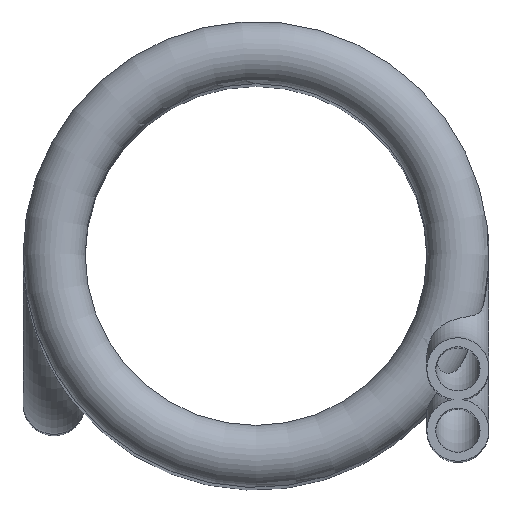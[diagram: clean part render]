
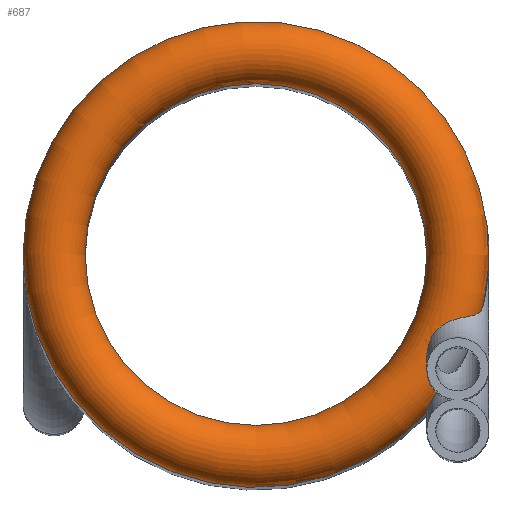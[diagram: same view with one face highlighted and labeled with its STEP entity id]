
A CAD part, top view. The second image highlights one B-rep face of the part: STEP entity #687.
In plain terms, the highlighted toroidal (fillet/blend) face has major radius 26 mm and minor radius 4 mm.
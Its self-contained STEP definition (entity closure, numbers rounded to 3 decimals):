
#49=CIRCLE('',#728,22.);
#50=CIRCLE('',#729,30.);
#82=ORIENTED_EDGE('',*,*,#204,.T.);
#83=ORIENTED_EDGE('',*,*,#205,.F.);
#84=ORIENTED_EDGE('',*,*,#206,.F.);
#85=ORIENTED_EDGE('',*,*,#207,.F.);
#204=EDGE_CURVE('',#265,#265,#49,.T.);
#205=EDGE_CURVE('',#266,#267,#307,.T.);
#206=EDGE_CURVE('',#268,#266,#50,.T.);
#207=EDGE_CURVE('',#267,#268,#308,.T.);
#265=VERTEX_POINT('',#950);
#266=VERTEX_POINT('',#967);
#267=VERTEX_POINT('',#968);
#268=VERTEX_POINT('',#970);
#307=B_SPLINE_CURVE_WITH_KNOTS('',3,(#951,#952,#953,#954,#955,#956,#957,
#958,#959,#960,#961,#962,#963,#964,#965,#966),.UNSPECIFIED.,.F.,.F.,(4,
1,1,1,1,1,1,1,1,1,1,1,1,4),(-0.006,-0.003,-0.001,
0.002,0.003,0.004,0.005,
0.006,0.008,0.009,0.01,
0.011,0.013,0.014),.UNSPECIFIED.);
#308=B_SPLINE_CURVE_WITH_KNOTS('',3,(#971,#972,#973,#974,#975,#976,#977,
#978,#979),.UNSPECIFIED.,.F.,.F.,(4,1,1,1,1,1,4),(0.001,0.003,
0.005,0.006,0.007,0.007,
0.008),.UNSPECIFIED.);
#330=EDGE_LOOP('',(#82));
#331=EDGE_LOOP('',(#83,#84,#85));
#380=FACE_BOUND('',#330,.T.);
#381=FACE_BOUND('',#331,.T.);
#430=TOROIDAL_SURFACE('',#727,26.,4.);
#687=ADVANCED_FACE('',(#380,#381),#430,.T.);
#727=AXIS2_PLACEMENT_3D('',#948,#798,#799);
#728=AXIS2_PLACEMENT_3D('',#949,#800,#801);
#729=AXIS2_PLACEMENT_3D('',#969,#802,#803);
#798=DIRECTION('',(0.,0.,-1.));
#799=DIRECTION('',(-1.,0.,0.));
#800=DIRECTION('',(0.,0.,-1.));
#801=DIRECTION('',(-1.,0.,0.));
#802=DIRECTION('',(0.,0.,-1.));
#803=DIRECTION('',(-1.,0.,0.));
#948=CARTESIAN_POINT('',(0.,30.,-4.));
#949=CARTESIAN_POINT('',(0.,30.,-4.));
#950=CARTESIAN_POINT('',(-22.,30.,-4.));
#951=CARTESIAN_POINT('',(29.306,23.584,-4.));
#952=CARTESIAN_POINT('',(29.178,23.,-3.439));
#953=CARTESIAN_POINT('',(28.699,22.223,-2.02));
#954=CARTESIAN_POINT('',(26.845,21.962,-0.286));
#955=CARTESIAN_POINT('',(24.823,21.464,0.06));
#956=CARTESIAN_POINT('',(23.471,20.549,-0.052));
#957=CARTESIAN_POINT('',(22.696,19.594,-0.138));
#958=CARTESIAN_POINT('',(22.207,18.466,-0.122));
#959=CARTESIAN_POINT('',(21.977,17.266,-0.035));
#960=CARTESIAN_POINT('',(22.002,16.055,0.025));
#961=CARTESIAN_POINT('',(22.342,14.856,-0.072));
#962=CARTESIAN_POINT('',(23.069,13.92,-0.53));
#963=CARTESIAN_POINT('',(23.969,13.552,-1.345));
#964=CARTESIAN_POINT('',(24.768,13.668,-2.287));
#965=CARTESIAN_POINT('',(25.191,13.948,-2.934));
#966=CARTESIAN_POINT('',(25.37,14.119,-3.255));
#967=CARTESIAN_POINT('',(29.306,23.584,-4.));
#968=CARTESIAN_POINT('',(25.37,14.119,-3.255));
#969=CARTESIAN_POINT('',(0.,30.,-4.));
#970=CARTESIAN_POINT('',(22.012,9.617,-4.));
#971=CARTESIAN_POINT('',(25.37,14.119,-3.255));
#972=CARTESIAN_POINT('',(25.069,13.791,-2.831));
#973=CARTESIAN_POINT('',(24.289,13.141,-2.086));
#974=CARTESIAN_POINT('',(23.161,12.082,-1.7));
#975=CARTESIAN_POINT('',(22.451,11.048,-1.849));
#976=CARTESIAN_POINT('',(22.098,10.259,-2.273));
#977=CARTESIAN_POINT('',(21.984,9.7,-3.052));
#978=CARTESIAN_POINT('',(22.001,9.606,-3.686));
#979=CARTESIAN_POINT('',(22.012,9.617,-4.));
